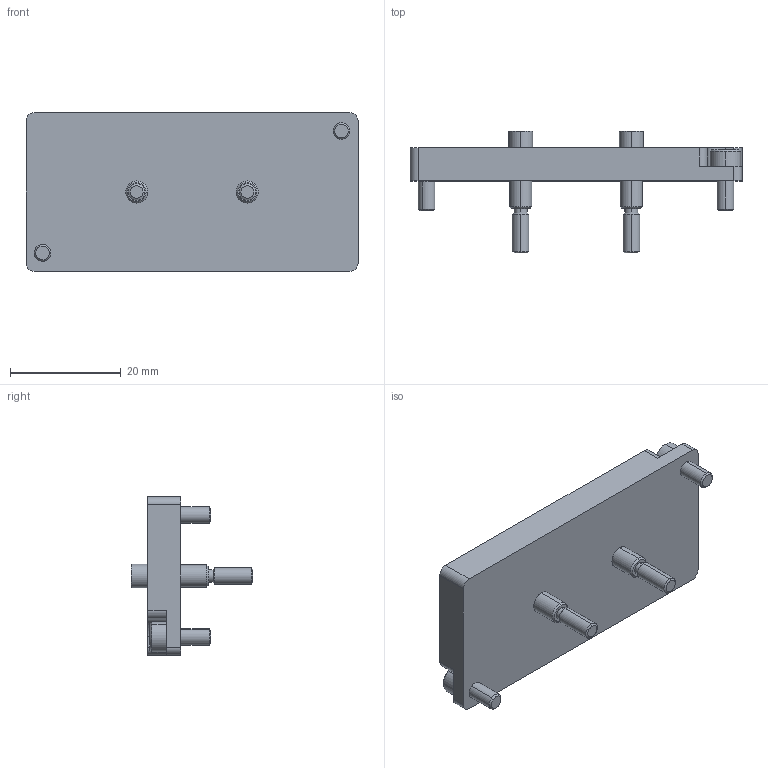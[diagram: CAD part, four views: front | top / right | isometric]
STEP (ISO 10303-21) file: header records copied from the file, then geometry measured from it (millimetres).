
FILE_DESCRIPTION (( 'STEP AP214' ), '1' );
FILE_NAME ('INGUN_31550.STEP', '2023-01-13T11:03:37', ( '' ), ( '' ), 'SwSTEP 2.0', 'SolidWorks 2021', '' );
FILE_SCHEMA (( 'AUTOMOTIVE_DESIGN' ));
Length unit declared in the file: millimetre
Products named in the file (6): INFO_4649~0_S; 31552~2_S; 31552~2; KT-Master__ADA~kt_KT-150 L3 E03-M3; DIN912~n_M03,0x008; INGUN_31550
Assembly tree (7 placements, depth 3):
  INGUN_31550
    31552~2_S
      31552~2
      INFO_4649~0_S
    KT-Master__ADA~kt_KT-150 L3 E03-M3  x2
    DIN912~n_M03,0x008  x2
Bounding box: 60 x 22 x 28.7 mm (x, y, z)
Volume: 10555.4 mm3; surface area: 5582.9 mm2
Topology: 10 solids, 10 shells, 733 faces, 2061 edges, 1354 vertices
Faces by surface type: plane 485, cylinder 198, cone 44, bspline 6
Entity records: 13766 total; most frequent: CARTESIAN_POINT 3300, ORIENTED_EDGE 2228, DIRECTION 2035, EDGE_CURVE 1114, AXIS2_PLACEMENT_3D 741, VERTEX_POINT 734, LINE 553, VECTOR 553
